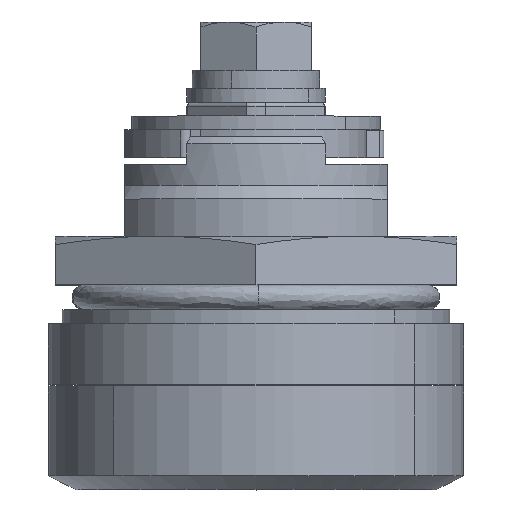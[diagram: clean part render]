
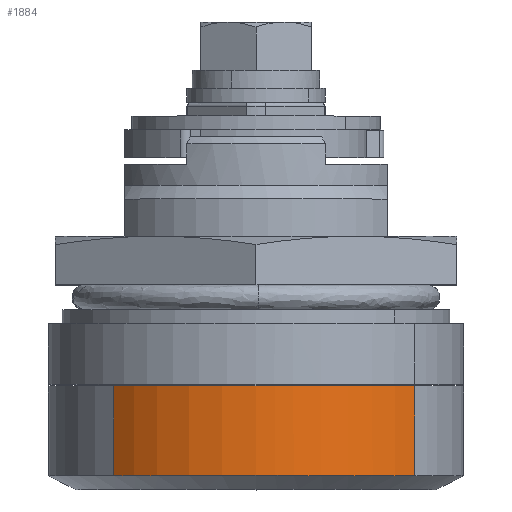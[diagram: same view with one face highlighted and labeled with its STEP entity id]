
A CAD part, top view. The second image highlights one B-rep face of the part: STEP entity #1884.
In plain terms, the highlighted free-form (B-spline) face has degree [2, 1] with [5, 2] control points.
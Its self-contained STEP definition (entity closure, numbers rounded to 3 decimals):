
#1027=CARTESIAN_POINT('',(-11.,-11.485,9.648));
#1028=VERTEX_POINT('',#1027);
#1040=CARTESIAN_POINT('',(-11.0,0.0,15.0));
#1041=VERTEX_POINT('',#1040);
#1042=CARTESIAN_POINT('',(-11.,-11.485,9.648));
#1043=CARTESIAN_POINT('',(-11.,-10.85,10.405));
#1044=CARTESIAN_POINT('',(-11.,-9.649,11.576));
#1045=CARTESIAN_POINT('',(-11.,-7.882,12.802));
#1046=CARTESIAN_POINT('',(-11.,-6.197,13.702));
#1047=CARTESIAN_POINT('',(-11.,-4.571,14.329));
#1048=CARTESIAN_POINT('',(-11.,-2.419,14.86));
#1049=CARTESIAN_POINT('',(-11.,-0.954,15.));
#1050=CARTESIAN_POINT('',(-11.0,0.0,15.0));
#1051=B_SPLINE_CURVE_WITH_KNOTS('',3,(#1042,#1043,#1044,#1045,#1046,#1047,#1048,#1049,#1050),.UNSPECIFIED.,.F.,.U.,(4,1,1,1,1,1,4),(0.,2.964,5.008,6.439,8.687,10.22,13.082),.UNSPECIFIED.);
#1052=EDGE_CURVE('',#1028,#1041,#1051,.T.);
#1054=CARTESIAN_POINT('',(-11.,10.289,10.915));
#1055=VERTEX_POINT('',#1054);
#1056=CARTESIAN_POINT('',(-11.0,0.0,15.0));
#1057=CARTESIAN_POINT('',(-11.,0.827,15.));
#1058=CARTESIAN_POINT('',(-11.,2.48,14.863));
#1059=CARTESIAN_POINT('',(-11.,5.123,14.194));
#1060=CARTESIAN_POINT('',(-11.,7.813,12.937));
#1061=CARTESIAN_POINT('',(-11.,9.516,11.644));
#1062=CARTESIAN_POINT('',(-11.,10.289,10.915));
#1063=B_SPLINE_CURVE_WITH_KNOTS('',3,(#1056,#1057,#1058,#1059,#1060,#1061,#1062),.UNSPECIFIED.,.F.,.U.,(4,1,1,1,4),(0.,2.48,4.961,8.15,11.339),.UNSPECIFIED.);
#1064=EDGE_CURVE('',#1041,#1055,#1063,.T.);
#1823=CARTESIAN_POINT('',(-4.338,-11.485,9.648));
#1824=CARTESIAN_POINT('',(-4.338,-11.209,9.977));
#1825=CARTESIAN_POINT('',(-4.338,-10.915,10.289));
#1826=CARTESIAN_POINT('',(-4.338,-0.625,21.204));
#1827=CARTESIAN_POINT('',(-4.338,10.289,10.915));
#1828=CARTESIAN_POINT('',(-11.167,-11.485,9.648));
#1829=CARTESIAN_POINT('',(-11.167,-11.209,9.977));
#1830=CARTESIAN_POINT('',(-11.167,-10.915,10.289));
#1831=CARTESIAN_POINT('',(-11.167,-0.625,21.204));
#1832=CARTESIAN_POINT('',(-11.167,10.289,10.915));
#1840=(BOUNDED_SURFACE()B_SPLINE_SURFACE(2,1,((#1823,#1828),(#1824,#1829),(#1825,#1830),(#1826,#1831),(#1827,#1832)),.UNSPECIFIED.,.F.,.F.,.U.)B_SPLINE_SURFACE_WITH_KNOTS((3,2,3),(2,2),(0.0,0.994,25.847),(0.0,6.829),.UNSPECIFIED.)GEOMETRIC_REPRESENTATION_ITEM()RATIONAL_B_SPLINE_SURFACE(((0.978,0.978),(0.988,0.988),(1.0,1.0),(0.707,0.707),(1.0,1.0)))REPRESENTATION_ITEM('')SURFACE());
#1841=ORIENTED_EDGE('',*,*,#1052,.F.);
#1842=CARTESIAN_POINT('',(-4.5,-11.485,9.648));
#1843=VERTEX_POINT('',#1842);
#1844=CARTESIAN_POINT('',(-4.5,-11.485,9.648));
#1845=CARTESIAN_POINT('',(-11.,-11.485,9.648));
#1846=QUASI_UNIFORM_CURVE('',1,(#1844,#1845),.UNSPECIFIED.,.F.,.U.);
#1847=EDGE_CURVE('',#1843,#1028,#1846,.T.);
#1848=ORIENTED_EDGE('',*,*,#1847,.F.);
#1849=CARTESIAN_POINT('',(-4.5,0.0,15.0));
#1850=VERTEX_POINT('',#1849);
#1851=CARTESIAN_POINT('',(-4.5,-11.485,9.648));
#1852=CARTESIAN_POINT('',(-4.5,-11.069,10.144));
#1853=CARTESIAN_POINT('',(-4.5,-10.101,11.155));
#1854=CARTESIAN_POINT('',(-4.5,-8.492,12.424));
#1855=CARTESIAN_POINT('',(-4.5,-6.693,13.473));
#1856=CARTESIAN_POINT('',(-4.5,-5.054,14.157));
#1857=CARTESIAN_POINT('',(-4.5,-2.827,14.804));
#1858=CARTESIAN_POINT('',(-4.5,-1.192,15.));
#1859=CARTESIAN_POINT('',(-4.5,0.0,15.0));
#1860=B_SPLINE_CURVE_WITH_KNOTS('',3,(#1851,#1852,#1853,#1854,#1855,#1856,#1857,#1858,#1859),.UNSPECIFIED.,.F.,.U.,(4,1,1,1,1,1,4),(0.,1.942,4.19,6.132,8.176,9.505,13.082),.UNSPECIFIED.);
#1861=EDGE_CURVE('',#1843,#1850,#1860,.T.);
#1862=ORIENTED_EDGE('',*,*,#1861,.T.);
#1863=CARTESIAN_POINT('',(-4.5,10.289,10.915));
#1864=VERTEX_POINT('',#1863);
#1865=CARTESIAN_POINT('',(-4.5,0.0,15.0));
#1866=CARTESIAN_POINT('',(-4.5,1.063,15.));
#1867=CARTESIAN_POINT('',(-4.5,2.835,14.811));
#1868=CARTESIAN_POINT('',(-4.5,5.137,14.14));
#1869=CARTESIAN_POINT('',(-4.5,6.922,13.351));
#1870=CARTESIAN_POINT('',(-4.5,8.648,12.316));
#1871=CARTESIAN_POINT('',(-4.5,9.731,11.441));
#1872=CARTESIAN_POINT('',(-4.5,10.289,10.915));
#1873=B_SPLINE_CURVE_WITH_KNOTS('',3,(#1865,#1866,#1867,#1868,#1869,#1870,#1871,#1872),.UNSPECIFIED.,.F.,.U.,(4,1,1,1,1,4),(0.,3.189,5.315,7.175,9.035,11.339),.UNSPECIFIED.);
#1874=EDGE_CURVE('',#1850,#1864,#1873,.T.);
#1875=ORIENTED_EDGE('',*,*,#1874,.T.);
#1876=CARTESIAN_POINT('',(-4.5,10.289,10.915));
#1877=CARTESIAN_POINT('',(-11.,10.289,10.915));
#1878=QUASI_UNIFORM_CURVE('',1,(#1876,#1877),.UNSPECIFIED.,.F.,.U.);
#1879=EDGE_CURVE('',#1864,#1055,#1878,.T.);
#1880=ORIENTED_EDGE('',*,*,#1879,.T.);
#1881=ORIENTED_EDGE('',*,*,#1064,.F.);
#1882=EDGE_LOOP('',(#1841,#1848,#1862,#1875,#1880,#1881));
#1883=FACE_OUTER_BOUND('',#1882,.T.);
#1884=ADVANCED_FACE('',(#1883),#1840,.T.);
